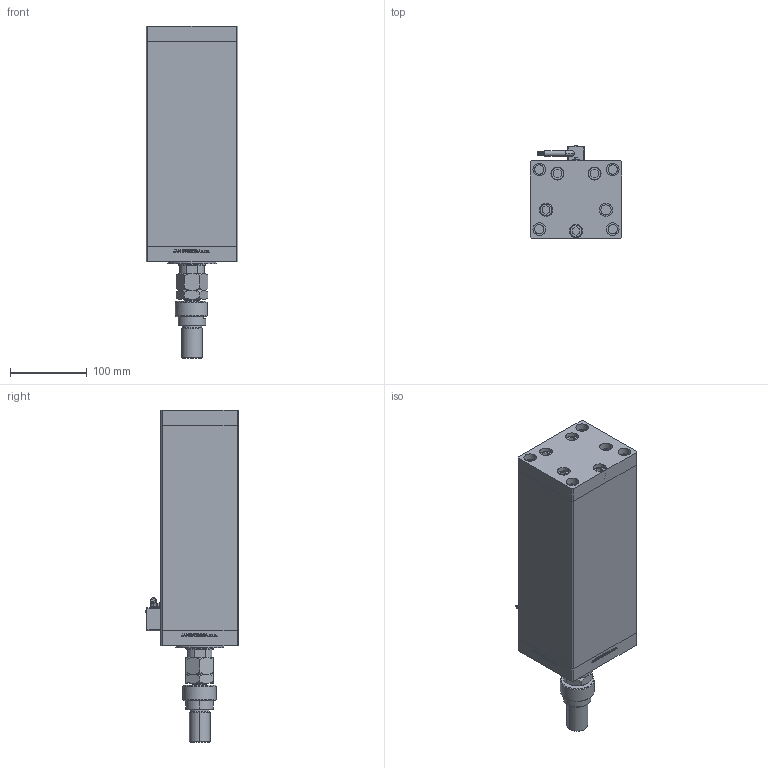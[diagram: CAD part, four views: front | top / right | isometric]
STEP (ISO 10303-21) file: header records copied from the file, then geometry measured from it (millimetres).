
FILE_DESCRIPTION (( 'STEP AP203' ), '1' );
FILE_NAME ('5351.STEP', '2022-04-22T09:48:39', ( '' ), ( '' ), 'SwSTEP 2.0', 'SolidWorks 2019', '' );
FILE_SCHEMA (( 'CONFIG_CONTROL_DESIGN' ));
Length unit declared in the file: millimetre
Products named in the file (10): Magnetic_Switch_MSU4 e82fdfcf4eaa13d716aede65561aed16; FEMALE_PART_FOR_DFA e82fdfcf4eaa13d716aede65561aed16; MFA e82fdfcf4eaa13d716aede65561aed16; 5351; V220C FRONT e82fdfcf4eaa13d716aede65561aed16; V220C BACK_C e82fdfcf4eaa13d716aede65561aed16; DFA e82fdfcf4eaa13d716aede65561aed16; V220C_C MIDDLE e82fdfcf4eaa13d716aede65561aed16; ALLEN BOLT e82fdfcf4eaa13d716aede65561aed16; V220C_VC_C e82fdfcf4eaa13d716aede65561aed16
Assembly tree (17 placements, depth 3):
  5351
    ALLEN BOLT e82fdfcf4eaa13d716aede65561aed16  x9
    V220C_C MIDDLE e82fdfcf4eaa13d716aede65561aed16
    V220C FRONT e82fdfcf4eaa13d716aede65561aed16
    Magnetic_Switch_MSU4 e82fdfcf4eaa13d716aede65561aed16
    V220C_VC_C e82fdfcf4eaa13d716aede65561aed16
    V220C BACK_C e82fdfcf4eaa13d716aede65561aed16
    DFA e82fdfcf4eaa13d716aede65561aed16
      FEMALE_PART_FOR_DFA e82fdfcf4eaa13d716aede65561aed16
      MFA e82fdfcf4eaa13d716aede65561aed16
Bounding box: 120 x 122.1 x 434 mm (x, y, z)
Volume: 3252750.7 mm3; surface area: 402691 mm2
Topology: 16 solids, 17 shells, 1352 faces, 3310 edges, 2144 vertices
Faces by surface type: plane 609, bspline 380, cylinder 219, cone 84, torus 48, sphere 12
Entity records: 55024 total; most frequent: CARTESIAN_POINT 27897, ORIENTED_EDGE 5864, DIRECTION 4196, EDGE_CURVE 2932, VERTEX_POINT 1920, LINE 1634, VECTOR 1634, EDGE_LOOP 1368
